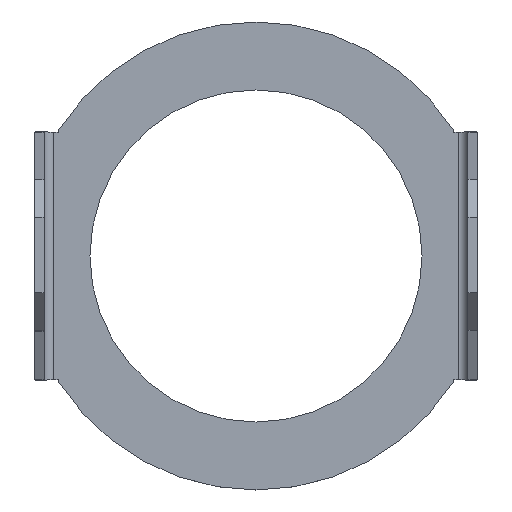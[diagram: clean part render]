
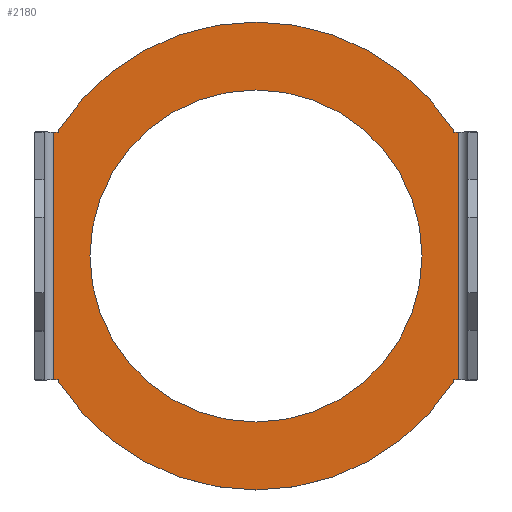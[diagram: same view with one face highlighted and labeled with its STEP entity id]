
A CAD part, top view. The second image highlights one B-rep face of the part: STEP entity #2180.
In plain terms, the highlighted planar face has unit normal (0, 0, 1).
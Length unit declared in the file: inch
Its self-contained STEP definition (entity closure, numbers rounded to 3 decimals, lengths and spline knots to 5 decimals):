
#69=FACE_BOUND('',#394,.T.);
#132=PLANE('',#2386);
#240=FACE_OUTER_BOUND('',#393,.T.);
#393=EDGE_LOOP('',(#1949,#1950,#1951,#1952,#1953,#1954,#1955,#1956,#1957,
#1958,#1959,#1960));
#394=EDGE_LOOP('',(#1961));
#545=LINE('',#3473,#743);
#546=LINE('',#3476,#744);
#563=LINE('',#3573,#761);
#564=LINE('',#3576,#762);
#603=LINE('',#3720,#801);
#605=LINE('',#3724,#803);
#743=VECTOR('',#2794,0.03125);
#744=VECTOR('',#2797,0.03125);
#761=VECTOR('',#2820,0.03125);
#762=VECTOR('',#2823,0.03125);
#801=VECTOR('',#2984,1.638);
#803=VECTOR('',#2990,1.638);
#889=CIRCLE('',#2364,0.03125);
#897=CIRCLE('',#2374,1.55);
#898=CIRCLE('',#2376,0.03125);
#899=CIRCLE('',#2378,0.03125);
#900=CIRCLE('',#2380,1.55);
#901=CIRCLE('',#2382,0.03125);
#902=CIRCLE('',#2387,1.1);
#1040=VERTEX_POINT('',#3428);
#1042=VERTEX_POINT('',#3461);
#1044=VERTEX_POINT('',#3471);
#1045=VERTEX_POINT('',#3475);
#1053=VERTEX_POINT('',#3519);
#1060=VERTEX_POINT('',#3561);
#1062=VERTEX_POINT('',#3571);
#1063=VERTEX_POINT('',#3575);
#1099=VERTEX_POINT('',#3684);
#1105=VERTEX_POINT('',#3703);
#1106=VERTEX_POINT('',#3709);
#1107=VERTEX_POINT('',#3713);
#1108=VERTEX_POINT('',#3725);
#1315=EDGE_CURVE('',#1044,#1040,#545,.T.);
#1316=EDGE_CURVE('',#1045,#1042,#546,.T.);
#1337=EDGE_CURVE('',#1062,#1053,#563,.T.);
#1338=EDGE_CURVE('',#1063,#1060,#564,.T.);
#1389=EDGE_CURVE('',#1045,#1099,#889,.T.);
#1400=EDGE_CURVE('',#1099,#1105,#897,.T.);
#1402=EDGE_CURVE('',#1105,#1062,#898,.T.);
#1403=EDGE_CURVE('',#1063,#1106,#899,.T.);
#1405=EDGE_CURVE('',#1106,#1107,#900,.T.);
#1407=EDGE_CURVE('',#1107,#1044,#901,.T.);
#1408=EDGE_CURVE('',#1060,#1053,#603,.T.);
#1410=EDGE_CURVE('',#1042,#1040,#605,.T.);
#1411=EDGE_CURVE('',#1108,#1108,#902,.T.);
#1949=ORIENTED_EDGE('',*,*,#1389,.F.);
#1950=ORIENTED_EDGE('',*,*,#1316,.T.);
#1951=ORIENTED_EDGE('',*,*,#1410,.T.);
#1952=ORIENTED_EDGE('',*,*,#1315,.F.);
#1953=ORIENTED_EDGE('',*,*,#1407,.F.);
#1954=ORIENTED_EDGE('',*,*,#1405,.F.);
#1955=ORIENTED_EDGE('',*,*,#1403,.F.);
#1956=ORIENTED_EDGE('',*,*,#1338,.T.);
#1957=ORIENTED_EDGE('',*,*,#1408,.T.);
#1958=ORIENTED_EDGE('',*,*,#1337,.F.);
#1959=ORIENTED_EDGE('',*,*,#1402,.F.);
#1960=ORIENTED_EDGE('',*,*,#1400,.F.);
#1961=ORIENTED_EDGE('',*,*,#1411,.T.);
#2180=ADVANCED_FACE('',(#240,#69),#132,.F.);
#2364=AXIS2_PLACEMENT_3D('',#3685,#2936,#2937);
#2374=AXIS2_PLACEMENT_3D('',#3704,#2959,#2960);
#2376=AXIS2_PLACEMENT_3D('',#3707,#2964,#2965);
#2378=AXIS2_PLACEMENT_3D('',#3710,#2968,#2969);
#2380=AXIS2_PLACEMENT_3D('',#3714,#2973,#2974);
#2382=AXIS2_PLACEMENT_3D('',#3717,#2978,#2979);
#2386=AXIS2_PLACEMENT_3D('',#3723,#2988,#2989);
#2387=AXIS2_PLACEMENT_3D('',#3726,#2991,#2992);
#2794=DIRECTION('',(-1.,0.,0.));
#2797=DIRECTION('',(-1.,0.,0.));
#2820=DIRECTION('',(1.,0.,0.));
#2823=DIRECTION('',(1.,0.,0.));
#2936=DIRECTION('center_axis',(0.,0.,-1.));
#2937=DIRECTION('ref_axis',(-0.96,0.281,0.));
#2959=DIRECTION('center_axis',(0.,0.,-1.));
#2960=DIRECTION('ref_axis',(-1.,0.,0.));
#2964=DIRECTION('center_axis',(0.,0.,-1.));
#2965=DIRECTION('ref_axis',(0.96,0.281,0.));
#2968=DIRECTION('center_axis',(0.,0.,-1.));
#2969=DIRECTION('ref_axis',(0.96,-0.281,0.));
#2973=DIRECTION('center_axis',(0.,0.,-1.));
#2974=DIRECTION('ref_axis',(-1.,0.,0.));
#2978=DIRECTION('center_axis',(0.,0.,-1.));
#2979=DIRECTION('ref_axis',(-0.96,-0.281,0.));
#2984=DIRECTION('',(0.,1.,0.));
#2988=DIRECTION('center_axis',(0.,0.,-1.));
#2989=DIRECTION('ref_axis',(-1.,0.,0.));
#2990=DIRECTION('',(0.,-1.,0.));
#2991=DIRECTION('center_axis',(0.,0.,-1.));
#2992=DIRECTION('ref_axis',(-1.,0.,0.));
#3428=CARTESIAN_POINT('',(-1.3415,-0.819,0.0625));
#3461=CARTESIAN_POINT('',(-1.3415,0.819,0.0625));
#3471=CARTESIAN_POINT('',(-1.31025,-0.819,0.0625));
#3473=CARTESIAN_POINT('',(-1.31025,-0.819,0.0625));
#3475=CARTESIAN_POINT('',(-1.31025,0.819,0.0625));
#3476=CARTESIAN_POINT('',(-1.31025,0.819,0.0625));
#3519=CARTESIAN_POINT('',(1.3415,0.819,0.0625));
#3561=CARTESIAN_POINT('',(1.3415,-0.819,0.0625));
#3571=CARTESIAN_POINT('',(1.31025,0.819,0.0625));
#3573=CARTESIAN_POINT('',(1.31025,0.819,0.0625));
#3575=CARTESIAN_POINT('',(1.31025,-0.819,0.0625));
#3576=CARTESIAN_POINT('',(1.31025,-0.819,0.0625));
#3684=CARTESIAN_POINT('',(-1.30532,0.83585,0.0625));
#3685=CARTESIAN_POINT('Origin',(-1.279,0.819,0.0625));
#3703=CARTESIAN_POINT('',(1.30532,0.83585,0.0625));
#3704=CARTESIAN_POINT('Origin',(0.,0.,0.0625));
#3707=CARTESIAN_POINT('Origin',(1.279,0.819,0.0625));
#3709=CARTESIAN_POINT('',(1.30532,-0.83585,0.0625));
#3710=CARTESIAN_POINT('Origin',(1.279,-0.819,0.0625));
#3713=CARTESIAN_POINT('',(-1.30532,-0.83585,0.0625));
#3714=CARTESIAN_POINT('Origin',(0.,0.,0.0625));
#3717=CARTESIAN_POINT('Origin',(-1.279,-0.819,0.0625));
#3720=CARTESIAN_POINT('',(1.3415,-0.25,0.0625));
#3723=CARTESIAN_POINT('Origin',(0.,0.,0.0625));
#3724=CARTESIAN_POINT('',(-1.3415,0.25,0.0625));
#3725=CARTESIAN_POINT('',(1.1,0.,0.0625));
#3726=CARTESIAN_POINT('Origin',(0.,0.,0.0625));
